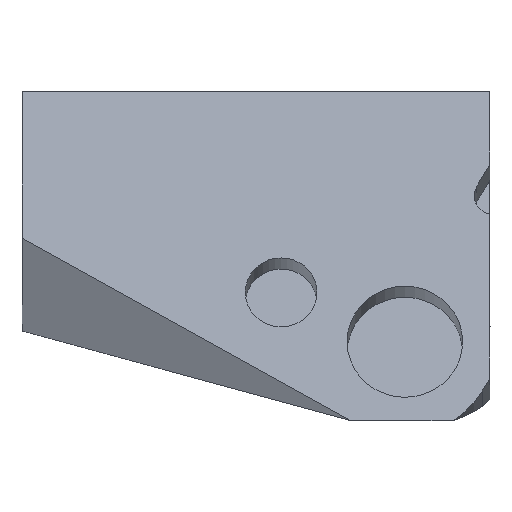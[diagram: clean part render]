
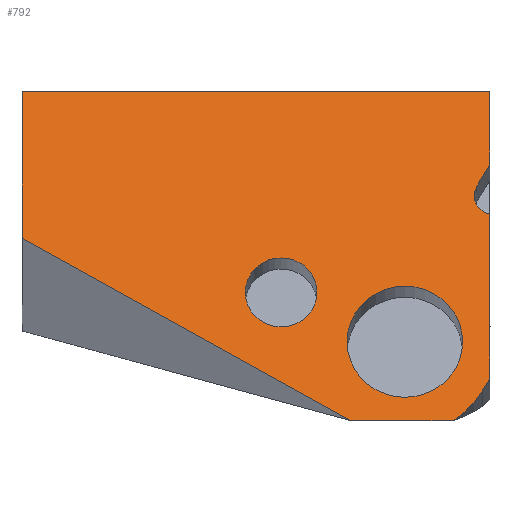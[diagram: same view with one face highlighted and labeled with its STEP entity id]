
A CAD part, front view. The second image highlights one B-rep face of the part: STEP entity #792.
In plain terms, the highlighted planar face has unit normal (0, -0.961, 0.276).
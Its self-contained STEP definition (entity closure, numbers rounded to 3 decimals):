
#26=FACE_BOUND('',#156,.T.);
#27=FACE_BOUND('',#157,.T.);
#57=PLANE('',#879);
#102=FACE_OUTER_BOUND('',#155,.T.);
#155=EDGE_LOOP('',(#722,#723,#724,#725,#726,#727,#728,#729,#730,#731));
#156=EDGE_LOOP('',(#732));
#157=EDGE_LOOP('',(#733));
#213=LINE('',#1276,#292);
#216=LINE('',#1282,#295);
#225=LINE('',#1309,#304);
#226=LINE('',#1311,#305);
#229=LINE('',#1315,#308);
#234=LINE('',#1325,#313);
#236=LINE('',#1329,#315);
#237=LINE('',#1331,#316);
#292=VECTOR('',#1049,10.);
#295=VECTOR('',#1054,10.);
#304=VECTOR('',#1083,10.);
#305=VECTOR('',#1086,10.);
#308=VECTOR('',#1089,10.);
#313=VECTOR('',#1098,10.);
#315=VECTOR('',#1102,10.);
#316=VECTOR('',#1105,10.);
#340=CIRCLE('',#866,1.716);
#341=CIRCLE('',#868,3.1);
#342=CIRCLE('',#870,5.);
#343=CIRCLE('',#873,8.);
#399=VERTEX_POINT('',#1274);
#400=VERTEX_POINT('',#1275);
#401=VERTEX_POINT('',#1280);
#402=VERTEX_POINT('',#1281);
#403=VERTEX_POINT('',#1286);
#404=VERTEX_POINT('',#1290);
#405=VERTEX_POINT('',#1294);
#407=VERTEX_POINT('',#1299);
#408=VERTEX_POINT('',#1301);
#410=VERTEX_POINT('',#1307);
#413=VERTEX_POINT('',#1321);
#415=VERTEX_POINT('',#1327);
#493=EDGE_CURVE('',#399,#400,#213,.T.);
#496=EDGE_CURVE('',#401,#402,#216,.T.);
#499=EDGE_CURVE('',#403,#401,#340,.T.);
#501=EDGE_CURVE('',#404,#404,#341,.T.);
#503=EDGE_CURVE('',#405,#405,#342,.T.);
#507=EDGE_CURVE('',#407,#408,#343,.T.);
#510=EDGE_CURVE('',#408,#410,#225,.T.);
#511=EDGE_CURVE('',#403,#410,#226,.T.);
#514=EDGE_CURVE('',#400,#402,#229,.T.);
#519=EDGE_CURVE('',#407,#413,#234,.T.);
#521=EDGE_CURVE('',#415,#399,#236,.T.);
#522=EDGE_CURVE('',#415,#413,#237,.T.);
#722=ORIENTED_EDGE('',*,*,#499,.T.);
#723=ORIENTED_EDGE('',*,*,#496,.T.);
#724=ORIENTED_EDGE('',*,*,#514,.F.);
#725=ORIENTED_EDGE('',*,*,#493,.F.);
#726=ORIENTED_EDGE('',*,*,#521,.F.);
#727=ORIENTED_EDGE('',*,*,#522,.T.);
#728=ORIENTED_EDGE('',*,*,#519,.F.);
#729=ORIENTED_EDGE('',*,*,#507,.T.);
#730=ORIENTED_EDGE('',*,*,#510,.T.);
#731=ORIENTED_EDGE('',*,*,#511,.F.);
#732=ORIENTED_EDGE('',*,*,#503,.T.);
#733=ORIENTED_EDGE('',*,*,#501,.T.);
#792=ADVANCED_FACE('',(#102,#26,#27),#57,.F.);
#866=AXIS2_PLACEMENT_3D('',#1287,#1059,#1060);
#868=AXIS2_PLACEMENT_3D('',#1291,#1064,#1065);
#870=AXIS2_PLACEMENT_3D('',#1295,#1069,#1070);
#873=AXIS2_PLACEMENT_3D('',#1303,#1077,#1078);
#879=AXIS2_PLACEMENT_3D('',#1330,#1103,#1104);
#1049=DIRECTION('',(1.,0.,0.));
#1054=DIRECTION('',(0.5,0.239,0.833));
#1059=DIRECTION('center_axis',(0.,0.961,-0.276));
#1060=DIRECTION('ref_axis',(0.5,0.239,0.833));
#1064=DIRECTION('center_axis',(0.,0.961,-0.276));
#1065=DIRECTION('ref_axis',(0.,-0.276,-0.961));
#1069=DIRECTION('center_axis',(0.,0.961,-0.276));
#1070=DIRECTION('ref_axis',(0.,-0.276,-0.961));
#1077=DIRECTION('center_axis',(0.,-0.961,0.276));
#1078=DIRECTION('ref_axis',(-0.5,-0.239,-0.833));
#1083=DIRECTION('',(0.51,0.237,0.827));
#1086=DIRECTION('',(0.,-0.276,-0.961));
#1089=DIRECTION('',(0.,-0.276,-0.961));
#1098=DIRECTION('',(-1.,0.,0.));
#1102=DIRECTION('',(0.,0.276,0.961));
#1103=DIRECTION('center_axis',(0.,0.961,-0.276));
#1104=DIRECTION('ref_axis',(0.,0.276,0.961));
#1105=DIRECTION('',(0.866,-0.138,-0.481));
#1274=CARTESIAN_POINT('',(-5.,-7.435,4.909));
#1275=CARTESIAN_POINT('',(35.5,-7.435,4.909));
#1276=CARTESIAN_POINT('',(-2.5,-7.435,4.909));
#1280=CARTESIAN_POINT('',(34.359,-9.783,-3.284));
#1281=CARTESIAN_POINT('',(35.5,-9.239,-1.383));
#1282=CARTESIAN_POINT('',(24.868,-14.312,-19.086));
#1286=CARTESIAN_POINT('',(35.5,-10.483,-5.725));
#1287=CARTESIAN_POINT('Origin',(35.845,-10.02,-4.109));
#1290=CARTESIAN_POINT('',(17.422,-11.565,-9.5));
#1291=CARTESIAN_POINT('Origin',(17.422,-12.419,-12.48));
#1294=CARTESIAN_POINT('',(28.136,-12.266,-11.945));
#1295=CARTESIAN_POINT('Origin',(28.136,-13.644,-16.752));
#1299=CARTESIAN_POINT('',(32.312,-15.6,-23.578));
#1301=CARTESIAN_POINT('',(34.81,-14.867,-21.02));
#1303=CARTESIAN_POINT('Origin',(27.881,-13.765,-17.175));
#1307=CARTESIAN_POINT('',(35.5,-14.546,-19.901));
#1309=CARTESIAN_POINT('',(29.046,-17.544,-30.361));
#1311=CARTESIAN_POINT('',(35.5,-12.78,-13.74));
#1315=CARTESIAN_POINT('',(35.5,-12.78,-13.74));
#1321=CARTESIAN_POINT('',(23.418,-15.6,-23.578));
#1325=CARTESIAN_POINT('',(-2.5,-15.6,-23.578));
#1327=CARTESIAN_POINT('',(-5.,-11.08,-7.806));
#1329=CARTESIAN_POINT('',(-5.,-12.78,-13.74));
#1330=CARTESIAN_POINT('Origin',(-5.,-15.6,-23.578));
#1331=CARTESIAN_POINT('',(-1.448,-11.645,-9.777));
